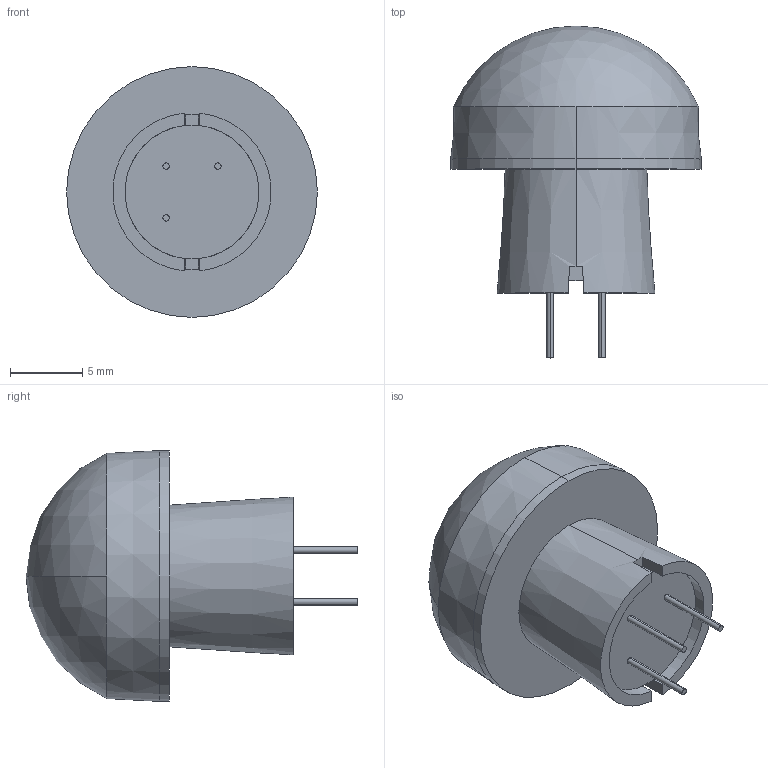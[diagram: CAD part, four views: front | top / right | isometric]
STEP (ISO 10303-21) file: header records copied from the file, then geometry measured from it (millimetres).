
FILE_DESCRIPTION (( 'STEP AP214' ), '1' );
FILE_NAME ('amn34111.stp', '2009-03-09T00:48:16', ( '' ), ( 'PanasonicElectricWorks' ), '', '', '' );
FILE_SCHEMA (( 'AUTOMOTIVE_DESIGN' ));
Length unit declared in the file: millimetre
Products named in the file (1): amn34111
Bounding box: 17.4 x 23.03 x 17.4 mm (x, y, z)
Volume: 2412.7 mm3; surface area: 1148.5 mm2
Topology: 1 solids, 1 shells, 31 faces, 74 edges, 49 vertices
Faces by surface type: plane 15, cylinder 10, cone 4, sphere 2
Entity records: 941 total; most frequent: CARTESIAN_POINT 179, DIRECTION 164, ORIENTED_EDGE 148, EDGE_CURVE 74, AXIS2_PLACEMENT_3D 66, VERTEX_POINT 49, EDGE_LOOP 35, CIRCLE 34
